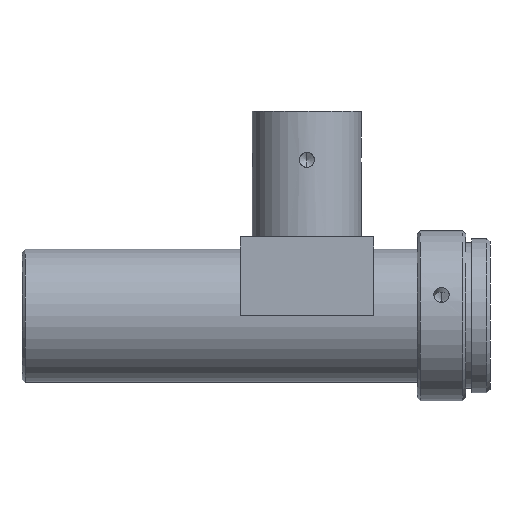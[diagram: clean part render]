
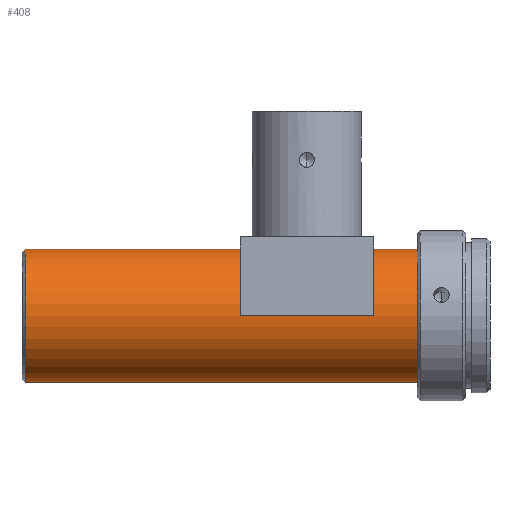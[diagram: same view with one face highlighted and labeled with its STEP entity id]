
A CAD part, front view. The second image highlights one B-rep face of the part: STEP entity #408.
In plain terms, the highlighted cylindrical face has radius 11 mm (diameter 22 mm), a partial arc.
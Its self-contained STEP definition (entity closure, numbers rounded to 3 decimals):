
#9 = EDGE_CURVE ( 'NONE', #2023, #246, #1963, .T. ) ;
#12 = DIRECTION ( 'NONE',  ( -1., 0., 0. ) ) ;
#99 = DIRECTION ( 'NONE',  ( 0., 0., 1. ) ) ;
#106 = DIRECTION ( 'NONE',  ( 0., 0., 1. ) ) ;
#175 = EDGE_LOOP ( 'NONE', ( #1867, #1701, #1442, #1382, #950, #2170, #709, #1724 ) ) ;
#191 = LINE ( 'NONE', #2228, #1545 ) ;
#246 = VERTEX_POINT ( 'NONE', #1611 ) ;
#350 = LINE ( 'NONE', #1300, #1666 ) ;
#369 = DIRECTION ( 'NONE',  ( -1., 0., 0. ) ) ;
#399 = EDGE_CURVE ( 'NONE', #1416, #2023, #350, .T. ) ;
#408 = ADVANCED_FACE ( 'NONE', ( #948 ), #1186, .T. ) ;
#417 = VERTEX_POINT ( 'NONE', #1121 ) ;
#449 = DIRECTION ( 'NONE',  ( 1., 0., 0. ) ) ;
#451 = VERTEX_POINT ( 'NONE', #975 ) ;
#484 = EDGE_CURVE ( 'NONE', #451, #417, #1390, .T. ) ;
#539 = CARTESIAN_POINT ( 'NONE',  ( -12., 0., -11. ) ) ;
#597 = CARTESIAN_POINT ( 'NONE',  ( -19.2, 0., 0. ) ) ;
#606 = DIRECTION ( 'NONE',  ( -1., 0., 0. ) ) ;
#624 = AXIS2_PLACEMENT_3D ( 'NONE', #1634, #12, #1988 ) ;
#633 = CARTESIAN_POINT ( 'NONE',  ( -41.2, 0., 11. ) ) ;
#693 = AXIS2_PLACEMENT_3D ( 'NONE', #1540, #2070, #106 ) ;
#709 = ORIENTED_EDGE ( 'NONE', *, *, #2124, .T. ) ;
#767 = AXIS2_PLACEMENT_3D ( 'NONE', #2233, #1342, #2069 ) ;
#850 = VECTOR ( 'NONE', #369, 1000. ) ;
#892 = EDGE_CURVE ( 'NONE', #246, #2243, #1813, .T. ) ;
#923 = VERTEX_POINT ( 'NONE', #539 ) ;
#948 = FACE_OUTER_BOUND ( 'NONE', #175, .T. ) ;
#949 = EDGE_CURVE ( 'NONE', #923, #451, #1759, .T. ) ;
#950 = ORIENTED_EDGE ( 'NONE', *, *, #892, .T. ) ;
#954 = DIRECTION ( 'NONE',  ( 0., 0., 1. ) ) ;
#975 = CARTESIAN_POINT ( 'NONE',  ( -76.7, 0., -11. ) ) ;
#1029 = CIRCLE ( 'NONE', #1464, 11. ) ;
#1121 = CARTESIAN_POINT ( 'NONE',  ( -76.7, 0., 11. ) ) ;
#1122 = DIRECTION ( 'NONE',  ( 1., 0., 0. ) ) ;
#1142 = CIRCLE ( 'NONE', #693, 11. ) ;
#1168 = CARTESIAN_POINT ( 'NONE',  ( -12., 0., 0. ) ) ;
#1186 = CYLINDRICAL_SURFACE ( 'NONE', #624, 11. ) ;
#1300 = CARTESIAN_POINT ( 'NONE',  ( -12., 0., 11. ) ) ;
#1320 = VERTEX_POINT ( 'NONE', #633 ) ;
#1342 = DIRECTION ( 'NONE',  ( -1., 0., 0. ) ) ;
#1382 = ORIENTED_EDGE ( 'NONE', *, *, #9, .T. ) ;
#1390 = CIRCLE ( 'NONE', #767, 11. ) ;
#1416 = VERTEX_POINT ( 'NONE', #2020 ) ;
#1442 = ORIENTED_EDGE ( 'NONE', *, *, #399, .T. ) ;
#1464 = AXIS2_PLACEMENT_3D ( 'NONE', #1168, #449, #99 ) ;
#1540 = CARTESIAN_POINT ( 'NONE',  ( -41.2, 0., 0. ) ) ;
#1545 = VECTOR ( 'NONE', #606, 1000. ) ;
#1588 = VECTOR ( 'NONE', #1818, 1000. ) ;
#1596 = CARTESIAN_POINT ( 'NONE',  ( -41.2, -11., 0. ) ) ;
#1611 = CARTESIAN_POINT ( 'NONE',  ( -19.2, -11., 0. ) ) ;
#1621 = EDGE_CURVE ( 'NONE', #1416, #923, #1029, .T. ) ;
#1634 = CARTESIAN_POINT ( 'NONE',  ( -12., 0., 0. ) ) ;
#1646 = EDGE_CURVE ( 'NONE', #2243, #1320, #1142, .T. ) ;
#1658 = DIRECTION ( 'NONE',  ( -1., 0., 0. ) ) ;
#1666 = VECTOR ( 'NONE', #1658, 1000. ) ;
#1701 = ORIENTED_EDGE ( 'NONE', *, *, #1621, .F. ) ;
#1724 = ORIENTED_EDGE ( 'NONE', *, *, #484, .F. ) ;
#1759 = LINE ( 'NONE', #1920, #1588 ) ;
#1813 = LINE ( 'NONE', #2144, #850 ) ;
#1818 = DIRECTION ( 'NONE',  ( -1., 0., 0. ) ) ;
#1867 = ORIENTED_EDGE ( 'NONE', *, *, #949, .F. ) ;
#1920 = CARTESIAN_POINT ( 'NONE',  ( -12., 0., -11. ) ) ;
#1963 = CIRCLE ( 'NONE', #2011, 11. ) ;
#1988 = DIRECTION ( 'NONE',  ( 0., 0., 1. ) ) ;
#2011 = AXIS2_PLACEMENT_3D ( 'NONE', #597, #1122, #954 ) ;
#2020 = CARTESIAN_POINT ( 'NONE',  ( -12., 0., 11. ) ) ;
#2023 = VERTEX_POINT ( 'NONE', #2290 ) ;
#2069 = DIRECTION ( 'NONE',  ( 0., 0., 1. ) ) ;
#2070 = DIRECTION ( 'NONE',  ( -1., 0., 0. ) ) ;
#2124 = EDGE_CURVE ( 'NONE', #1320, #417, #191, .T. ) ;
#2144 = CARTESIAN_POINT ( 'NONE',  ( -30.2, -11., 0. ) ) ;
#2170 = ORIENTED_EDGE ( 'NONE', *, *, #1646, .T. ) ;
#2228 = CARTESIAN_POINT ( 'NONE',  ( -12., 0., 11. ) ) ;
#2233 = CARTESIAN_POINT ( 'NONE',  ( -76.7, 0., 0. ) ) ;
#2243 = VERTEX_POINT ( 'NONE', #1596 ) ;
#2290 = CARTESIAN_POINT ( 'NONE',  ( -19.2, 0., 11. ) ) ;
